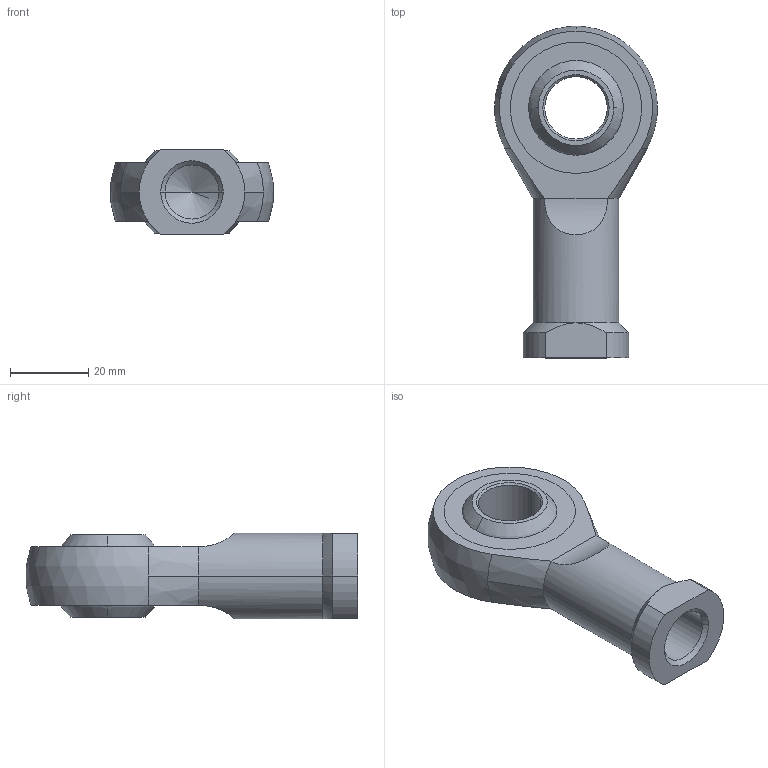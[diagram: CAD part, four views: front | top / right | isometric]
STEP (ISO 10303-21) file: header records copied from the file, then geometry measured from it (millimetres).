
FILE_DESCRIPTION(('STEP AP214'),'1');
FILE_NAME('HALDERN_EH_22982_0236.stp','2020-02-28T09:40:21',('TraceParts'),('TraceParts S.A.'),'Spatial InterOp 3D',' ',' ');
FILE_SCHEMA(('AUTOMOTIVE_DESIGN { 1 0 10303 214 1 1 1 1 }'));
Length unit declared in the file: millimetre
Products named in the file (1): HALDERN_EH_22982_0236_1
Bounding box: 41.66 x 84.94 x 22 mm (x, y, z)
Volume: 30319 mm3; surface area: 16121.4 mm2
Topology: 3 solids, 3 shells, 52 faces, 121 edges, 75 vertices
Faces by surface type: cone 18, cylinder 18, plane 10, sphere 6
Entity records: 2048 total; most frequent: CARTESIAN_POINT 381, DIRECTION 292, ORIENTED_EDGE 238, AXIS2_PLACEMENT_3D 128, EDGE_CURVE 119, VERTEX_POINT 75, CIRCLE 73, EDGE_LOOP 60
